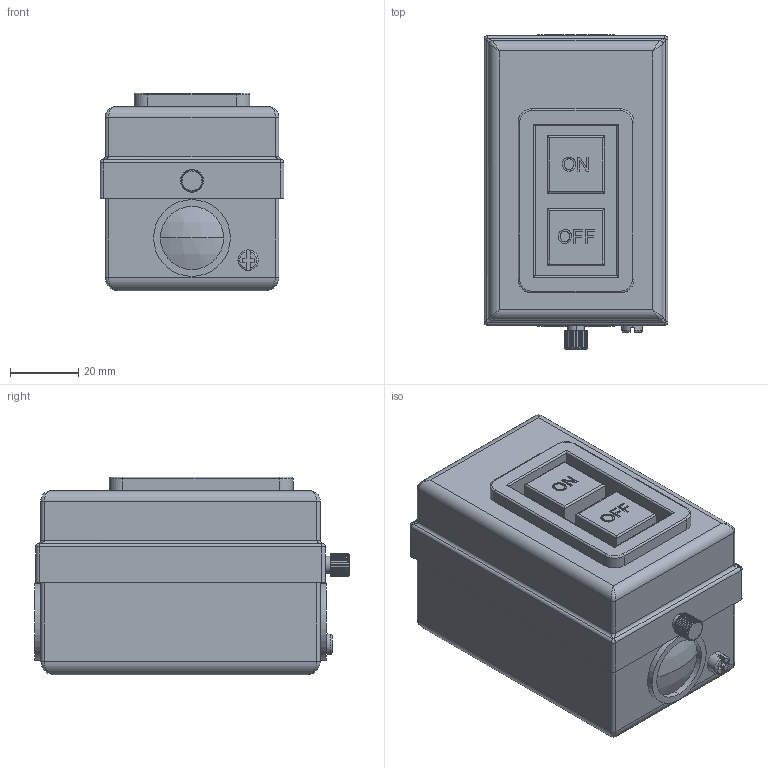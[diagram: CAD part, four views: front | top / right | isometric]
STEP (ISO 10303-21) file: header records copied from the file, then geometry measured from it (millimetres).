
FILE_DESCRIPTION (( 'STEP AP203' ), '1' );
FILE_NAME ('Âûêëþ÷àòåëü êíîïî÷íûé ñ áëîêèðîâêîé VKI-216 10A 3p IP40.STEP', '2018-09-04T06:03:32', ( '' ), ( '' ), 'SwSTEP 2.0', 'SolidWorks 2017', '' );
FILE_SCHEMA (( 'CONFIG_CONTROL_DESIGN' ));
Length unit declared in the file: millimetre
Products named in the file (1): Âûêëþ÷àòåëü êíîïî÷íûé ñ áëîêèðîâêîé VKI-216 10A 3p IP40
Bounding box: 54 x 92.3 x 58 mm (x, y, z)
Volume: 232787.4 mm3; surface area: 26834.6 mm2
Topology: 1 solids, 1 shells, 288 faces, 740 edges, 463 vertices
Faces by surface type: plane 135, cylinder 109, bspline 28, sphere 8, torus 8
Entity records: 10550 total; most frequent: CARTESIAN_POINT 3744, ORIENTED_EDGE 1456, DIRECTION 1331, EDGE_CURVE 728, VERTEX_POINT 463, AXIS2_PLACEMENT_3D 458, LINE 415, VECTOR 415
